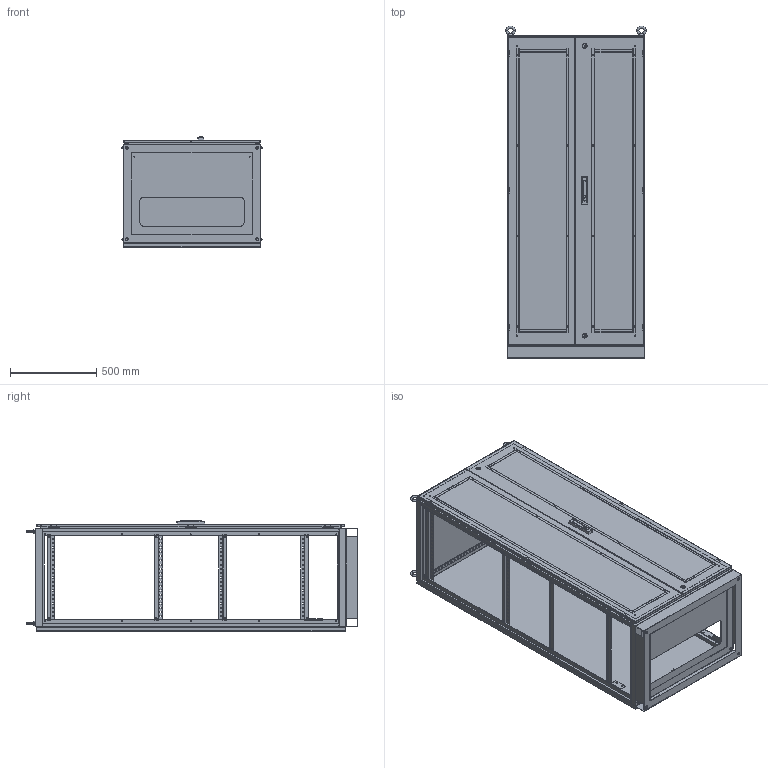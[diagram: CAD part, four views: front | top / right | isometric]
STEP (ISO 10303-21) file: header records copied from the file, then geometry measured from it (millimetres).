
FILE_DESCRIPTION (( 'STEP AP203' ), '1' );
FILE_NAME ('YKM1-C3-1886-2D-31 Øêàô íàïîëüíûé öåëüíîñâàðíîé ÂÐÓ-1 18.80.60-2Ä IP31 TITAN.STEP', '2021-01-29T11:23:16', ( '' ), ( '' ), 'SwSTEP 2.0', 'SolidWorks 2017', '' );
FILE_SCHEMA (( 'CONFIG_CONTROL_DESIGN' ));
Length unit declared in the file: millimetre
Products named in the file (6): Äâåðü äëÿ ÂÐÓ 1800õ800 IP31 Ëåâàÿ; YKM1-C3-1886-2D-31 Øêàô íàïîëüíûé öåëüíîñâàðíîé ÂÐÓ-1 18.80.60-2Ä IP31 TITAN; Öîêîëü äëÿ ÂÐÓ 800õ600; Ñòåíêà çàäíÿÿ äëÿ ÂÐÓ-õ 1800õ800 IP31; Äâåðü äëÿ ÂÐÓ 1800õ800 IP31 Ïðàâàÿ; Îáîëî÷êà ÂÐÓ-1 1800õ800õ600 IP31 -2Ä
Assembly tree (5 placements, depth 2):
  YKM1-C3-1886-2D-31 Øêàô íàïîëüíûé öåëüíîñâàðíîé ÂÐÓ-1 18.80.60-2Ä IP31 TITAN
    Îáîëî÷êà ÂÐÓ-1 1800õ800õ600 IP31 -2Ä
    Ñòåíêà çàäíÿÿ äëÿ ÂÐÓ-õ 1800õ800 IP31
    Öîêîëü äëÿ ÂÐÓ 800õ600
    Äâåðü äëÿ ÂÐÓ 1800õ800 IP31 Ëåâàÿ
    Äâåðü äëÿ ÂÐÓ 1800õ800 IP31 Ïðàâàÿ
Bounding box: 814 x 1926 x 639.4 mm (x, y, z)
Volume: 9466805.9 mm3; surface area: 12043896.9 mm2
Topology: 69 solids, 69 shells, 3977 faces, 10886 edges, 7110 vertices
Faces by surface type: plane 2257, cylinder 1418, cone 216, torus 42, sphere 28, bspline 16
Entity records: 134630 total; most frequent: CARTESIAN_POINT 28633, ORIENTED_EDGE 21756, DIRECTION 21370, EDGE_CURVE 10878, AXIS2_PLACEMENT_3D 7139, VERTEX_POINT 7110, LINE 7092, VECTOR 7092
